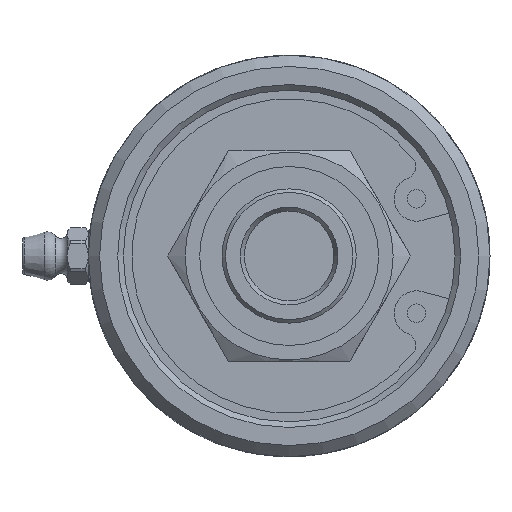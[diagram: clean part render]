
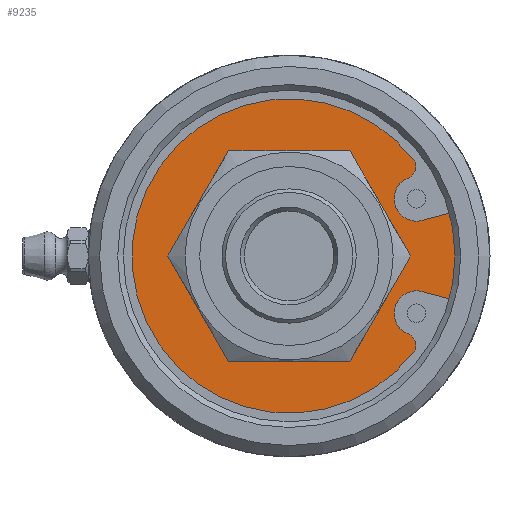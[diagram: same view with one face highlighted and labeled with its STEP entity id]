
A CAD part, left-side view. The second image highlights one B-rep face of the part: STEP entity #9235.
In plain terms, the highlighted planar face has unit normal (-1, 0, 0).
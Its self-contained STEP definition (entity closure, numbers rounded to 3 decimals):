
#404=FACE_BOUND('',#2942,.T.);
#453=LINE('',#12632,#919);
#461=LINE('',#12655,#927);
#919=VECTOR('',#10498,10.);
#927=VECTOR('',#10520,10.);
#1642=CIRCLE('',#9661,22.303);
#1644=CIRCLE('',#9664,1.758);
#1646=CIRCLE('',#9667,3.17);
#1648=CIRCLE('',#9671,1.758);
#1650=CIRCLE('',#9674,3.17);
#1735=CIRCLE('',#9821,13.9);
#1736=CIRCLE('',#9822,13.9);
#1826=CIRCLE('',#9982,25.375);
#2148=PLANE('',#9981);
#2390=FACE_OUTER_BOUND('',#2941,.T.);
#2941=EDGE_LOOP('',(#6917,#6918,#6919,#6920,#6921,#6922,#6923,#6924));
#2942=EDGE_LOOP('',(#6925,#6926));
#3798=VERTEX_POINT('',#12611);
#3799=VERTEX_POINT('',#12613);
#3801=VERTEX_POINT('',#12619);
#3803=VERTEX_POINT('',#12625);
#3805=VERTEX_POINT('',#12631);
#3808=VERTEX_POINT('',#12639);
#3810=VERTEX_POINT('',#12645);
#3813=VERTEX_POINT('',#12653);
#3939=VERTEX_POINT('',#13184);
#3940=VERTEX_POINT('',#13185);
#4743=EDGE_CURVE('',#3799,#3798,#1642,.T.);
#4746=EDGE_CURVE('',#3801,#3799,#1644,.T.);
#4749=EDGE_CURVE('',#3803,#3801,#1646,.T.);
#4752=EDGE_CURVE('',#3805,#3803,#453,.T.);
#4757=EDGE_CURVE('',#3798,#3808,#1648,.T.);
#4760=EDGE_CURVE('',#3808,#3810,#1650,.T.);
#4764=EDGE_CURVE('',#3810,#3813,#461,.T.);
#4945=EDGE_CURVE('',#3939,#3940,#1735,.T.);
#4946=EDGE_CURVE('',#3940,#3939,#1736,.T.);
#5132=EDGE_CURVE('',#3805,#3813,#1826,.T.);
#6917=ORIENTED_EDGE('',*,*,#4752,.T.);
#6918=ORIENTED_EDGE('',*,*,#4749,.T.);
#6919=ORIENTED_EDGE('',*,*,#4746,.T.);
#6920=ORIENTED_EDGE('',*,*,#4743,.T.);
#6921=ORIENTED_EDGE('',*,*,#4757,.T.);
#6922=ORIENTED_EDGE('',*,*,#4760,.T.);
#6923=ORIENTED_EDGE('',*,*,#4764,.T.);
#6924=ORIENTED_EDGE('',*,*,#5132,.F.);
#6925=ORIENTED_EDGE('',*,*,#4945,.T.);
#6926=ORIENTED_EDGE('',*,*,#4946,.T.);
#9235=ADVANCED_FACE('',(#2390,#404),#2148,.F.);
#9661=AXIS2_PLACEMENT_3D('',#12614,#10478,#10479);
#9664=AXIS2_PLACEMENT_3D('',#12620,#10485,#10486);
#9667=AXIS2_PLACEMENT_3D('',#12626,#10492,#10493);
#9671=AXIS2_PLACEMENT_3D('',#12641,#10506,#10507);
#9674=AXIS2_PLACEMENT_3D('',#12647,#10513,#10514);
#9821=AXIS2_PLACEMENT_3D('',#13186,#10855,#10856);
#9822=AXIS2_PLACEMENT_3D('',#13187,#10857,#10858);
#9981=AXIS2_PLACEMENT_3D('',#14078,#11230,#11231);
#9982=AXIS2_PLACEMENT_3D('',#14079,#11232,#11233);
#10478=DIRECTION('center_axis',(-1.,0.,0.));
#10479=DIRECTION('ref_axis',(0.,0.796,0.605));
#10485=DIRECTION('center_axis',(-1.,0.,0.));
#10486=DIRECTION('ref_axis',(0.,0.881,-0.473));
#10492=DIRECTION('center_axis',(1.,0.,0.));
#10493=DIRECTION('ref_axis',(0.,-0.259,-0.966));
#10498=DIRECTION('',(0.,0.966,-0.259));
#10506=DIRECTION('center_axis',(-1.,0.,0.));
#10507=DIRECTION('ref_axis',(0.,0.488,-0.873));
#10513=DIRECTION('center_axis',(1.,0.,0.));
#10514=DIRECTION('ref_axis',(0.,0.315,-0.949));
#10520=DIRECTION('',(0.,-0.966,-0.259));
#10855=DIRECTION('center_axis',(1.,0.,0.));
#10856=DIRECTION('ref_axis',(0.,0.,
-1.));
#10857=DIRECTION('center_axis',(1.,0.,0.));
#10858=DIRECTION('ref_axis',(0.,0.,
-1.));
#11230=DIRECTION('center_axis',(1.,0.,0.));
#11231=DIRECTION('ref_axis',(0.,0.,-1.));
#11232=DIRECTION('center_axis',(1.,0.,0.));
#11233=DIRECTION('ref_axis',(0.,1.,0.));
#12611=CARTESIAN_POINT('',(5.217,-17.755,-13.497));
#12613=CARTESIAN_POINT('',(5.217,-17.755,13.497));
#12614=CARTESIAN_POINT('Origin',(5.217,0.,
0.));
#12619=CARTESIAN_POINT('',(5.217,-17.064,11.13));
#12620=CARTESIAN_POINT('Origin',(5.217,-16.206,12.665));
#12625=CARTESIAN_POINT('',(5.217,-18.884,5.06));
#12626=CARTESIAN_POINT('Origin',(5.217,-18.064,8.122));
#12631=CARTESIAN_POINT('',(5.217,-24.51,6.568));
#12632=CARTESIAN_POINT('',(5.217,-0.608,0.163));
#12639=CARTESIAN_POINT('',(5.217,-17.064,-11.13));
#12641=CARTESIAN_POINT('Origin',(5.217,-16.206,-12.665));
#12645=CARTESIAN_POINT('',(5.217,-18.884,-5.06));
#12647=CARTESIAN_POINT('Origin',(5.217,-18.064,-8.122));
#12653=CARTESIAN_POINT('',(5.217,-24.51,-6.568));
#12655=CARTESIAN_POINT('',(5.217,-3.421,-0.917));
#13184=CARTESIAN_POINT('',(5.217,0.,-13.9));
#13185=CARTESIAN_POINT('',(5.217,0.,13.9));
#13186=CARTESIAN_POINT('Origin',(5.217,0.,0.));
#13187=CARTESIAN_POINT('Origin',(5.217,0.,0.));
#14078=CARTESIAN_POINT('Origin',(5.217,18.938,0.));
#14079=CARTESIAN_POINT('Origin',(5.217,0.,0.));
